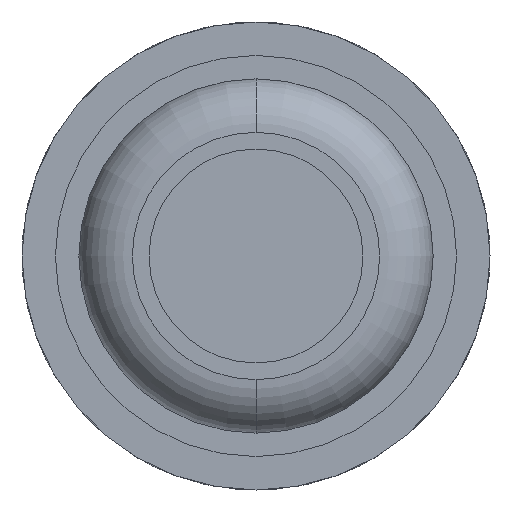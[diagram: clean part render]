
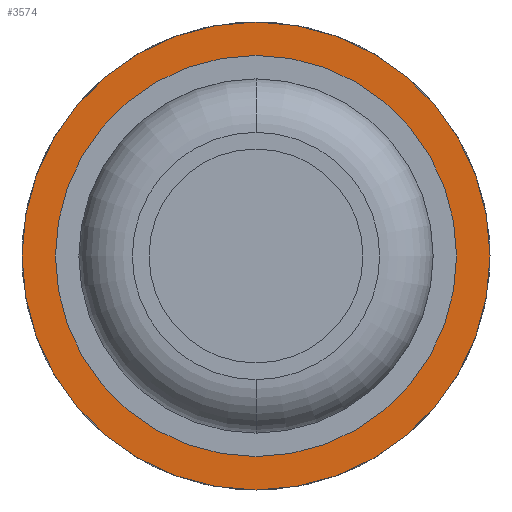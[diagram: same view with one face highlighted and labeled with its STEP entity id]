
A CAD part, front view. The second image highlights one B-rep face of the part: STEP entity #3574.
In plain terms, the highlighted planar face has unit normal (0, -1, 0).
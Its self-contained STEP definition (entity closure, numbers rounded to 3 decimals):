
#220 = AXIS2_PLACEMENT_3D ( 'NONE', #4891, #1856, #4488 ) ;
#235 = EDGE_CURVE ( 'Defeature ausgef�hrt1_93+Defeature ausgef�hrt1_92+Defeature ausgef�hrt1_92+Defeature ausgef�hrt1_92', #4247, #4299, #618, .T. ) ;
#267 = DIRECTION ( 'NONE',  ( 0., 1., 0. ) ) ;
#451 = AXIS2_PLACEMENT_3D ( 'NONE', #2879, #5429, #5457 ) ;
#618 = CIRCLE ( 'NONE', #451, 1.5 ) ;
#667 = ORIENTED_EDGE ( 'NONE', *, *, #235, .T. ) ;
#789 = CARTESIAN_POINT ( 'NONE',  ( 0., -0.8, 1.75 ) ) ;
#930 = CIRCLE ( 'NONE', #4612, 1.75 ) ;
#1175 = EDGE_LOOP ( 'NONE', ( #1564, #667 ) ) ;
#1564 = ORIENTED_EDGE ( 'NONE', *, *, #5459, .T. ) ;
#1616 = VERTEX_POINT ( 'NONE', #789 ) ;
#1644 = AXIS2_PLACEMENT_3D ( 'NONE', #3456, #3945, #3510 ) ;
#1700 = DIRECTION ( 'NONE',  ( 0., 1., 0. ) ) ;
#1737 = CARTESIAN_POINT ( 'NONE',  ( 0., -0.8, 0. ) ) ;
#1856 = DIRECTION ( 'NONE',  ( 0., -1., 0. ) ) ;
#1999 = CARTESIAN_POINT ( 'NONE',  ( 0., -0.8, 0. ) ) ;
#2050 = EDGE_CURVE ( 'Defeature ausgef�hrt1_94+Defeature ausgef�hrt1_93+Defeature ausgef�hrt1_93+Defeature ausgef�hrt1_93', #3463, #1616, #3297, .T. ) ;
#2147 = FACE_OUTER_BOUND ( 'NONE', #5468, .T. ) ;
#2482 = ORIENTED_EDGE ( 'NONE', *, *, #3053, .F. ) ;
#2879 = CARTESIAN_POINT ( 'NONE',  ( 0., -0.8, 0. ) ) ;
#3053 = EDGE_CURVE ( 'Defeature ausgef�hrt1_94+Defeature ausgef�hrt1_93+Defeature ausgef�hrt1_93+Defeature ausgef�hrt1_93', #1616, #3463, #930, .T. ) ;
#3168 = PLANE ( 'NONE',  #220 ) ;
#3297 = CIRCLE ( 'NONE', #1644, 1.75 ) ;
#3452 = DIRECTION ( 'NONE',  ( 0., 0., 1. ) ) ;
#3456 = CARTESIAN_POINT ( 'NONE',  ( 0., -0.8, 0. ) ) ;
#3463 = VERTEX_POINT ( 'NONE', #3930 ) ;
#3510 = DIRECTION ( 'NONE',  ( 0., 0., 1. ) ) ;
#3574 = ADVANCED_FACE ( 'Defeature ausgef�hrt1_93', ( #4056, #2147 ), #3168, .T. ) ;
#3930 = CARTESIAN_POINT ( 'NONE',  ( 0., -0.8, -1.75 ) ) ;
#3945 = DIRECTION ( 'NONE',  ( 0., 1., 0. ) ) ;
#3957 = CIRCLE ( 'NONE', #5347, 1.5 ) ;
#4056 = FACE_BOUND ( 'NONE', #1175, .T. ) ;
#4202 = CARTESIAN_POINT ( 'NONE',  ( 0., -0.8, 1.5 ) ) ;
#4247 = VERTEX_POINT ( 'NONE', #5076 ) ;
#4299 = VERTEX_POINT ( 'NONE', #4202 ) ;
#4488 = DIRECTION ( 'NONE',  ( 0., 0., -1. ) ) ;
#4606 = DIRECTION ( 'NONE',  ( 0., 0., 1. ) ) ;
#4612 = AXIS2_PLACEMENT_3D ( 'NONE', #1999, #267, #4606 ) ;
#4891 = CARTESIAN_POINT ( 'NONE',  ( -1.75, -0.8, 0. ) ) ;
#5076 = CARTESIAN_POINT ( 'NONE',  ( 0., -0.8, -1.5 ) ) ;
#5347 = AXIS2_PLACEMENT_3D ( 'NONE', #1737, #1700, #3452 ) ;
#5358 = ORIENTED_EDGE ( 'NONE', *, *, #2050, .F. ) ;
#5429 = DIRECTION ( 'NONE',  ( 0., 1., 0. ) ) ;
#5457 = DIRECTION ( 'NONE',  ( 0., 0., 1. ) ) ;
#5459 = EDGE_CURVE ( 'Defeature ausgef�hrt1_93+Defeature ausgef�hrt1_92+Defeature ausgef�hrt1_92+Defeature ausgef�hrt1_92', #4299, #4247, #3957, .T. ) ;
#5468 = EDGE_LOOP ( 'NONE', ( #2482, #5358 ) ) ;
